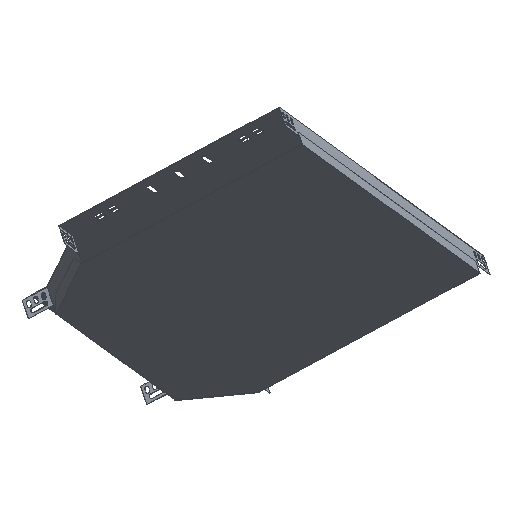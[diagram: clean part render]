
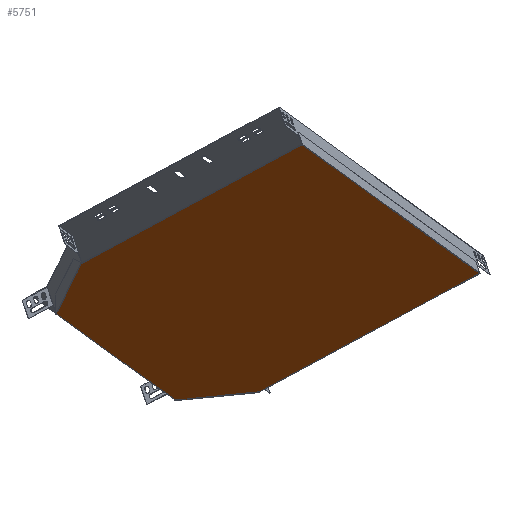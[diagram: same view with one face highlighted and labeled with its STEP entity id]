
A CAD part, front view. The second image highlights one B-rep face of the part: STEP entity #5751.
In plain terms, the highlighted planar face has unit normal (0.283, -0.485, -0.827).
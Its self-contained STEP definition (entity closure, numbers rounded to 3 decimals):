
#954 = DIRECTION ( 'NONE',  ( -0.845, 0.283, -0.455 ) ) ;
#991 = CARTESIAN_POINT ( 'NONE',  ( 55.79, 408.978, -214.472 ) ) ;
#1104 = DIRECTION ( 'NONE',  ( -0.283, 0.485, 0.827 ) ) ;
#1718 = CARTESIAN_POINT ( 'NONE',  ( -217.034, -89.133, -15.462 ) ) ;
#1736 = CARTESIAN_POINT ( 'NONE',  ( 56.176, 407.879, -213.696 ) ) ;
#1746 = CARTESIAN_POINT ( 'NONE',  ( -73.915, 353.911, -226.508 ) ) ;
#1780 = CARTESIAN_POINT ( 'NONE',  ( -256.011, 21.878, -93.931 ) ) ;
#2455 = VERTEX_POINT ( 'NONE', #5493 ) ;
#2498 = DIRECTION ( 'NONE',  ( 0.919, 0.385, 0.088 ) ) ;
#2555 = DIRECTION ( 'NONE',  ( 0.455, 0.827, -0.33 ) ) ;
#2810 = EDGE_CURVE ( 'NONE', #6401, #4076, #8358, .T. ) ;
#2812 = EDGE_CURVE ( 'NONE', #6401, #5494, #8390, .T. ) ;
#2814 = EDGE_CURVE ( 'NONE', #5494, #8827, #8398, .T. ) ;
#2815 = EDGE_CURVE ( 'NONE', #2455, #8796, #8340, .T. ) ;
#2823 = EDGE_CURVE ( 'NONE', #9077, #6202, #8452, .T. ) ;
#2826 = EDGE_CURVE ( 'NONE', #6739, #9077, #8334, .T. ) ;
#2832 = EDGE_CURVE ( 'NONE', #6739, #2963, #8318, .T. ) ;
#2849 = EDGE_CURVE ( 'NONE', #4076, #2963, #8275, .T. ) ;
#2879 = EDGE_CURVE ( 'NONE', #2455, #8827, #8168, .T. ) ;
#2908 = EDGE_CURVE ( 'NONE', #6202, #8796, #8128, .T. ) ;
#2963 = VERTEX_POINT ( 'NONE', #6659 ) ;
#3265 = DIRECTION ( 'NONE',  ( 0.919, 0.385, 0.088 ) ) ;
#3357 = CARTESIAN_POINT ( 'NONE',  ( 121.447, -202.502, 166.798 ) ) ;
#3365 = CARTESIAN_POINT ( 'NONE',  ( -218.32, -89.672, -15.586 ) ) ;
#4017 = CARTESIAN_POINT ( 'NONE',  ( -74.136, 354.539, -226.952 ) ) ;
#4022 = EDGE_LOOP ( 'NONE', ( #7781, #7817, #7932, #7958, #8073, #8097, #8215, #8252, #8288, #8394 ) ) ;
#4039 = CARTESIAN_POINT ( 'NONE',  ( -257.609, 22.227, -94.683 ) ) ;
#4076 = VERTEX_POINT ( 'NONE', #7008 ) ;
#4884 = DIRECTION ( 'NONE',  ( 0.276, -0.785, 0.555 ) ) ;
#4917 = DIRECTION ( 'NONE',  ( 0.276, -0.785, 0.555 ) ) ;
#4988 = CARTESIAN_POINT ( 'NONE',  ( -334.121, 244.343, -251.184 ) ) ;
#5017 = PLANE ( 'NONE',  #8544 ) ;
#5493 = CARTESIAN_POINT ( 'NONE',  ( 122.123, -202.728, 167.162 ) ) ;
#5494 = VERTEX_POINT ( 'NONE', #3365 ) ;
#5710 = CARTESIAN_POINT ( 'NONE',  ( 395.332, 294.284, -31.071 ) ) ;
#5741 = CARTESIAN_POINT ( 'NONE',  ( 56.01, 408.35, -214.029 ) ) ;
#5751 = ADVANCED_FACE ( 'NONE', ( #9349 ), #5017, .F. ) ;
#6202 = VERTEX_POINT ( 'NONE', #6346 ) ;
#6346 = CARTESIAN_POINT ( 'NONE',  ( 56.176, 407.879, -213.696 ) ) ;
#6401 = VERTEX_POINT ( 'NONE', #9989 ) ;
#6571 = CARTESIAN_POINT ( 'NONE',  ( 121.608, -203.664, 167.535 ) ) ;
#6659 = CARTESIAN_POINT ( 'NONE',  ( -73.75, 353.44, -226.175 ) ) ;
#6701 = DIRECTION ( 'NONE',  ( -0.455, -0.827, 0.33 ) ) ;
#6739 = VERTEX_POINT ( 'NONE', #4017 ) ;
#7008 = CARTESIAN_POINT ( 'NONE',  ( -256.011, 21.878, -93.931 ) ) ;
#7389 = DIRECTION ( 'NONE',  ( 0.455, 0.827, -0.33 ) ) ;
#7781 = ORIENTED_EDGE ( 'NONE', *, *, #2849, .T. ) ;
#7817 = ORIENTED_EDGE ( 'NONE', *, *, #2832, .F. ) ;
#7932 = ORIENTED_EDGE ( 'NONE', *, *, #2826, .T. ) ;
#7958 = ORIENTED_EDGE ( 'NONE', *, *, #2823, .T. ) ;
#8073 = ORIENTED_EDGE ( 'NONE', *, *, #2908, .T. ) ;
#8097 = ORIENTED_EDGE ( 'NONE', *, *, #2815, .F. ) ;
#8105 = VECTOR ( 'NONE', #9644, 1000. ) ;
#8128 = LINE ( 'NONE', #1736, #8105 ) ;
#8145 = VECTOR ( 'NONE', #954, 1000. ) ;
#8151 = CARTESIAN_POINT ( 'NONE',  ( -217.585, -89.364, -15.515 ) ) ;
#8168 = LINE ( 'NONE', #3357, #8145 ) ;
#8215 = ORIENTED_EDGE ( 'NONE', *, *, #2879, .T. ) ;
#8251 = VECTOR ( 'NONE', #2555, 1000. ) ;
#8252 = ORIENTED_EDGE ( 'NONE', *, *, #2814, .F. ) ;
#8275 = LINE ( 'NONE', #1780, #8251 ) ;
#8277 = VECTOR ( 'NONE', #4917, 1000. ) ;
#8287 = VECTOR ( 'NONE', #9683, 1000. ) ;
#8288 = ORIENTED_EDGE ( 'NONE', *, *, #2812, .F. ) ;
#8315 = VECTOR ( 'NONE', #4884, 1000. ) ;
#8318 = LINE ( 'NONE', #1746, #8277 ) ;
#8328 = VECTOR ( 'NONE', #7389, 1000. ) ;
#8334 = LINE ( 'NONE', #8925, #8287 ) ;
#8340 = LINE ( 'NONE', #6571, #8328 ) ;
#8350 = VECTOR ( 'NONE', #3265, 1000. ) ;
#8358 = LINE ( 'NONE', #8862, #8350 ) ;
#8368 = VECTOR ( 'NONE', #8893, 1000. ) ;
#8378 = VECTOR ( 'NONE', #2498, 1000. ) ;
#8390 = LINE ( 'NONE', #4039, #8368 ) ;
#8394 = ORIENTED_EDGE ( 'NONE', *, *, #2810, .T. ) ;
#8398 = LINE ( 'NONE', #8151, #8378 ) ;
#8452 = LINE ( 'NONE', #5741, #8315 ) ;
#8544 = AXIS2_PLACEMENT_3D ( 'NONE', #4988, #1104, #6701 ) ;
#8796 = VERTEX_POINT ( 'NONE', #5710 ) ;
#8827 = VERTEX_POINT ( 'NONE', #1718 ) ;
#8862 = CARTESIAN_POINT ( 'NONE',  ( -256.562, 21.647, -93.984 ) ) ;
#8893 = DIRECTION ( 'NONE',  ( 0.276, -0.785, 0.555 ) ) ;
#8925 = CARTESIAN_POINT ( 'NONE',  ( -75.175, 354.103, -227.052 ) ) ;
#9077 = VERTEX_POINT ( 'NONE', #991 ) ;
#9349 = FACE_OUTER_BOUND ( 'NONE', #4022, .T. ) ;
#9644 = DIRECTION ( 'NONE',  ( 0.845, -0.283, 0.455 ) ) ;
#9683 = DIRECTION ( 'NONE',  ( 0.919, 0.385, 0.088 ) ) ;
#9989 = CARTESIAN_POINT ( 'NONE',  ( -257.297, 21.339, -94.055 ) ) ;
